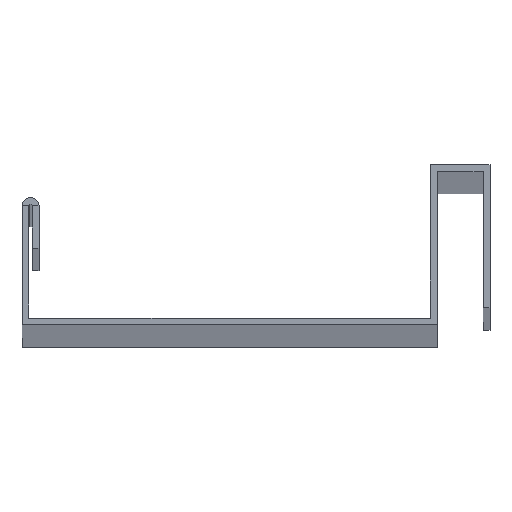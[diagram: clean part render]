
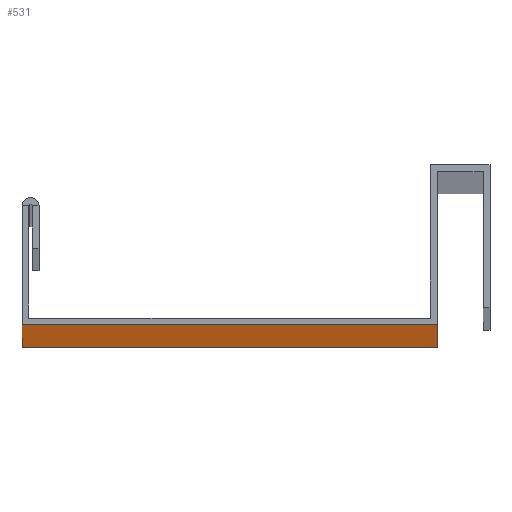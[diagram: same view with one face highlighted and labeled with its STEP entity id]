
A CAD part, top view. The second image highlights one B-rep face of the part: STEP entity #531.
In plain terms, the highlighted planar face has unit normal (0, -1, 0).
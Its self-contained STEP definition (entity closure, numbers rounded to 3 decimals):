
#109=DIRECTION('',(-1.,0.,0.));
#110=VECTOR('',#109,48.8);
#111=CARTESIAN_POINT('',(48.,-0.8,1500.));
#112=LINE('',#111,#110);
#153=DIRECTION('',(1.,0.,0.));
#154=VECTOR('',#153,48.8);
#155=CARTESIAN_POINT('',(-0.8,-0.8,0.));
#156=LINE('',#155,#154);
#181=DIRECTION('',(0.,0.,1.));
#182=VECTOR('',#181,1500.);
#183=CARTESIAN_POINT('',(-0.8,-0.8,0.));
#184=LINE('',#183,#182);
#185=DIRECTION('',(0.,0.,1.));
#186=VECTOR('',#185,1500.);
#187=CARTESIAN_POINT('',(48.,-0.8,0.));
#188=LINE('',#187,#186);
#245=CARTESIAN_POINT('',(-0.8,-0.8,0.));
#246=CARTESIAN_POINT('',(-0.8,-0.8,1500.));
#247=VERTEX_POINT('',#245);
#248=VERTEX_POINT('',#246);
#249=CARTESIAN_POINT('',(48.,-0.8,0.));
#250=CARTESIAN_POINT('',(48.,-0.8,1500.));
#251=VERTEX_POINT('',#249);
#252=VERTEX_POINT('',#250);
#519=CARTESIAN_POINT('',(47.2,-0.8,0.));
#520=DIRECTION('',(0.,1.,0.));
#521=DIRECTION('',(-1.,0.,0.));
#522=AXIS2_PLACEMENT_3D('',#519,#520,#521);
#523=PLANE('',#522);
#524=ORIENTED_EDGE('',*,*,#477,.F.);
#525=ORIENTED_EDGE('',*,*,#412,.T.);
#526=ORIENTED_EDGE('',*,*,#439,.F.);
#528=ORIENTED_EDGE('',*,*,#527,.F.);
#529=EDGE_LOOP('',(#524,#525,#526,#528));
#530=FACE_OUTER_BOUND('',#529,.F.);
#531=ADVANCED_FACE('',(#530),#523,.F.);
#412=EDGE_CURVE('',#247,#248,#184,.T.);
#439=EDGE_CURVE('',#252,#248,#112,.T.);
#477=EDGE_CURVE('',#247,#251,#156,.T.);
#527=EDGE_CURVE('',#251,#252,#188,.T.);
